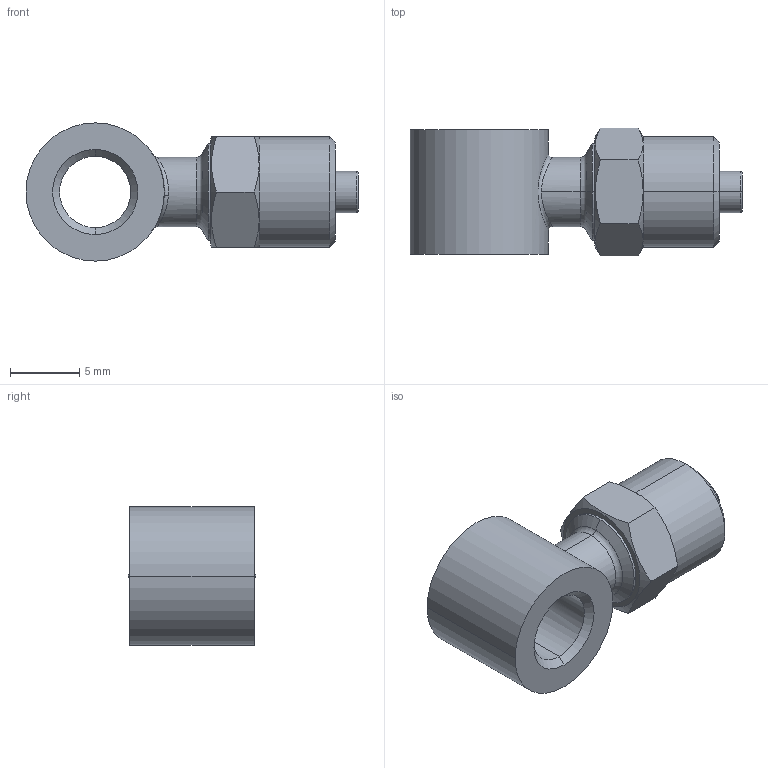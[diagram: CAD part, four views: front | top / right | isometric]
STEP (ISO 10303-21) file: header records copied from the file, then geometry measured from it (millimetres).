
FILE_DESCRIPTION (( 'STEP AP203' ), '1' );
FILE_NAME ('02130020.STEP', '2011-09-29T16:19:54', ( '' ), ( 'sopra-pneumatic' ), 'SwSTEP 2.0', 'SolidWorks 2011', '' );
FILE_SCHEMA (( 'CONFIG_CONTROL_DESIGN' ));
Length unit declared in the file: millimetre
Products named in the file (1): 02130020
Bounding box: 24 x 9.24 x 10 mm (x, y, z)
Volume: 985.1 mm3; surface area: 1042.5 mm2
Topology: 1 solids, 1 shells, 56 faces, 125 edges, 74 vertices
Faces by surface type: cone 22, cylinder 16, plane 12, torus 4, bspline 2
Entity records: 2022 total; most frequent: CARTESIAN_POINT 720, DIRECTION 261, ORIENTED_EDGE 250, EDGE_CURVE 125, AXIS2_PLACEMENT_3D 111, VERTEX_POINT 74, EDGE_LOOP 63, ADVANCED_FACE 56
